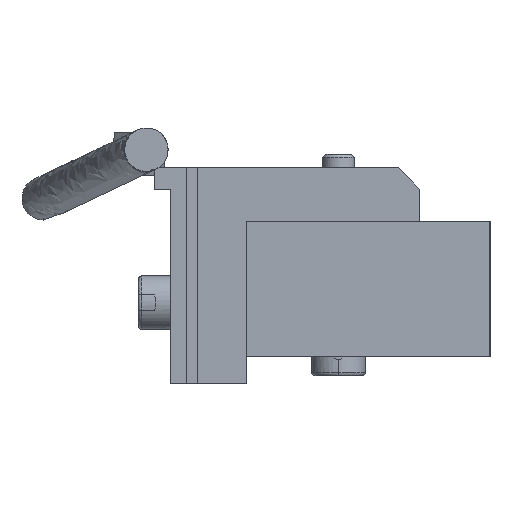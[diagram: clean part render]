
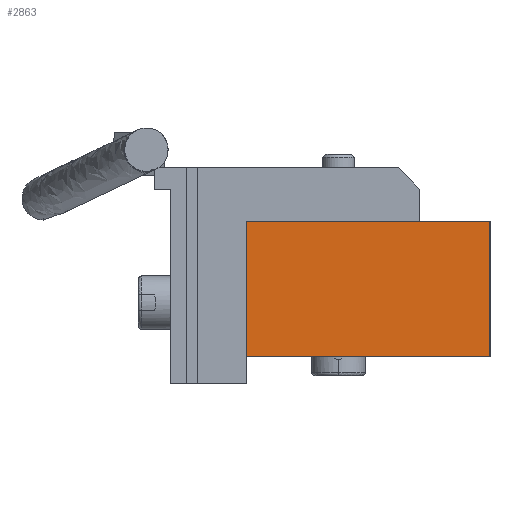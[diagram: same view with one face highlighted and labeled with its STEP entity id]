
A CAD part, left-side view. The second image highlights one B-rep face of the part: STEP entity #2863.
In plain terms, the highlighted free-form (B-spline) face has degree [1, 1] with [2, 2] control points.
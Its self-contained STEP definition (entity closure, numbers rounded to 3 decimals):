
#729 = VERTEX_POINT('',#730);
#730 = CARTESIAN_POINT('',(-94.88,-16.265,
    16.943));
#735 = EDGE_CURVE('',#729,#736,#738,.T.);
#736 = VERTEX_POINT('',#737);
#737 = CARTESIAN_POINT('',(-94.88,-16.265,
    -16.943));
#738 = B_SPLINE_CURVE_WITH_KNOTS('',1,(#739,#740),.UNSPECIFIED.,.F.,.F.,
  (2,2),(0.,25.),.PIECEWISE_BEZIER_KNOTS.);
#739 = CARTESIAN_POINT('',(-94.88,-16.265,
    16.943));
#740 = CARTESIAN_POINT('',(-94.88,-16.265,
    -16.943));
#2605 = EDGE_CURVE('',#2606,#736,#2608,.T.);
#2606 = VERTEX_POINT('',#2607);
#2607 = CARTESIAN_POINT('',(-94.88,44.729,
    -16.943));
#2608 = B_SPLINE_CURVE_WITH_KNOTS('',1,(#2609,#2610),.UNSPECIFIED.,.F.,
  .F.,(2,2),(0.,45.),.PIECEWISE_BEZIER_KNOTS.);
#2609 = CARTESIAN_POINT('',(-94.88,44.729,
    -16.943));
#2610 = CARTESIAN_POINT('',(-94.88,-16.265,
    -16.943));
#2831 = VERTEX_POINT('',#2832);
#2832 = CARTESIAN_POINT('',(-94.88,44.729,
    16.943));
#2837 = EDGE_CURVE('',#729,#2831,#2838,.T.);
#2838 = B_SPLINE_CURVE_WITH_KNOTS('',1,(#2839,#2840),.UNSPECIFIED.,.F.,
  .F.,(2,2),(0.,45.),.PIECEWISE_BEZIER_KNOTS.);
#2839 = CARTESIAN_POINT('',(-94.88,-16.265,
    16.943));
#2840 = CARTESIAN_POINT('',(-94.88,44.729,
    16.943));
#2863 = ADVANCED_FACE('',(#2864),#2874,.T.);
#2864 = FACE_BOUND('',#2865,.T.);
#2865 = EDGE_LOOP('',(#2866,#2867,#2872,#2873));
#2866 = ORIENTED_EDGE('',*,*,#2837,.T.);
#2867 = ORIENTED_EDGE('',*,*,#2868,.F.);
#2868 = EDGE_CURVE('',#2606,#2831,#2869,.T.);
#2869 = B_SPLINE_CURVE_WITH_KNOTS('',1,(#2870,#2871),.UNSPECIFIED.,.F.,
  .F.,(2,2),(0.,25.),.PIECEWISE_BEZIER_KNOTS.);
#2870 = CARTESIAN_POINT('',(-94.88,44.729,
    -16.943));
#2871 = CARTESIAN_POINT('',(-94.88,44.729,
    16.943));
#2872 = ORIENTED_EDGE('',*,*,#2605,.T.);
#2873 = ORIENTED_EDGE('',*,*,#735,.F.);
#2874 = B_SPLINE_SURFACE_WITH_KNOTS('',1,1,(
    (#2875,#2876)
    ,(#2877,#2878
    )),.UNSPECIFIED.,.F.,.F.,.F.,(2,2),(2,2),(-12.5,12.5),(0.,45.),
  .PIECEWISE_BEZIER_KNOTS.);
#2875 = CARTESIAN_POINT('',(-94.88,-16.265,
    -16.943));
#2876 = CARTESIAN_POINT('',(-94.88,44.729,
    -16.943));
#2877 = CARTESIAN_POINT('',(-94.88,-16.265,
    16.943));
#2878 = CARTESIAN_POINT('',(-94.88,44.729,
    16.943));
